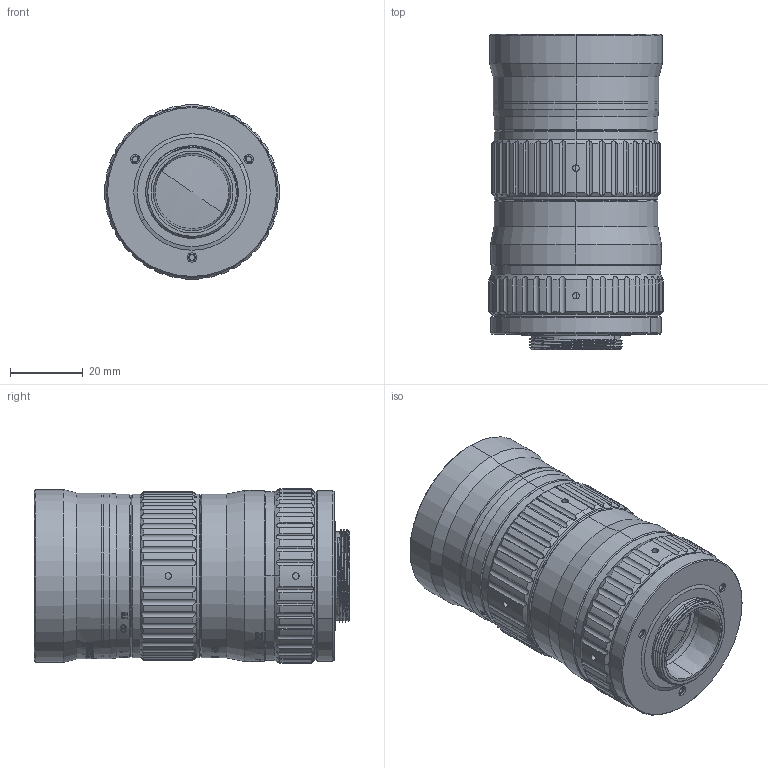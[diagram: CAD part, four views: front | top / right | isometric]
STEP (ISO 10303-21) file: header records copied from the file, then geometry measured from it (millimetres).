
FILE_DESCRIPTION((''),'2;1');
FILE_NAME('6690_ASM_ASM','2016-03-04T',('H019940'),(''),'PRO/ENGINEER BY PARAMETRIC TECHNOLOGY CORPORATION, 2011310','PRO/ENGINEER BY PARAMETRIC TECHNOLOGY CORPORATION, 2011310','');
FILE_SCHEMA(('AUTOMOTIVE_DESIGN { 1 0 10303 214 1 1 1 1 }'));
Products named in the file (1): 6690_ASM_ASM
Bounding box: 48 x 86.67 x 48 mm (x, y, z)
Volume: 42946.8 mm3; surface area: 68784.2 mm2
Topology: 2 solids, 16 shells, 1962 faces, 5762 edges, 3787 vertices
Faces by surface type: bspline 640, cylinder 591, plane 470, extrusion 127, cone 120, sphere 12, torus 2
Entity records: 131219 total; most frequent: CARTESIAN_POINT 63284, ORIENTED_EDGE 10501, DIRECTION 6795, PRESENTATION_STYLE_ASSIGNMENT 5794, EDGE_CURVE 5750, STYLED_ITEM 5021, CURVE_STYLE 4525, VERTEX_POINT 3787
